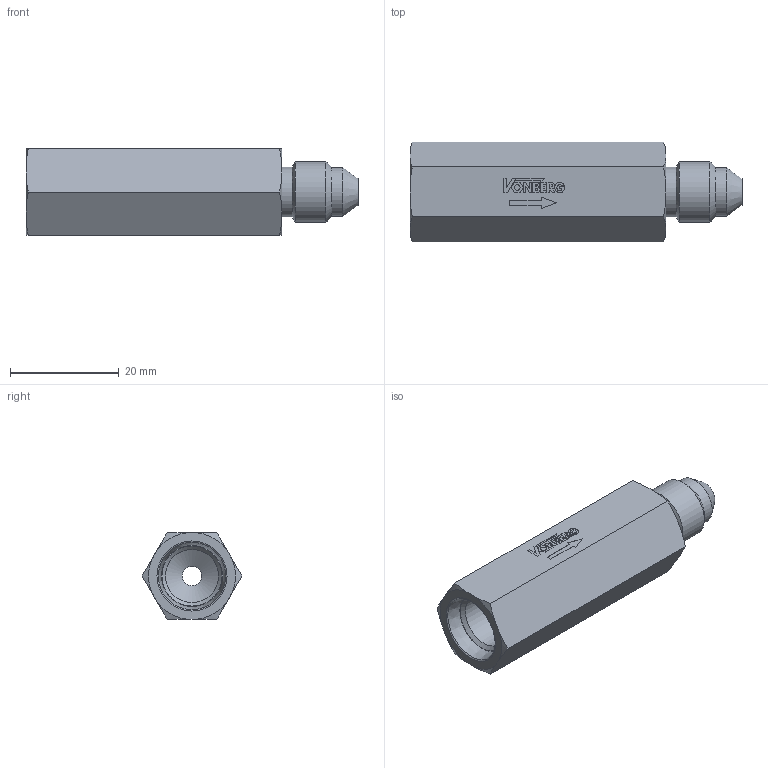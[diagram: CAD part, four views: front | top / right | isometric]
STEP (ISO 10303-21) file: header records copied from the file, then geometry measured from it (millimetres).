
FILE_DESCRIPTION((''),'2;1');
FILE_NAME('28051-204.stp','2015-02-13T15:44:04',('jml'),(''),'Autodesk Inventor 2010','Autodesk Inventor 2010','');
FILE_SCHEMA(('AUTOMOTIVE_DESIGN { 1 0 10303 214 1 1 1 1 }'));
Length unit declared in the file: inch
Products named in the file (1): 221295
Bounding box: 60.96 x 18.33 x 15.88 mm (x, y, z)
Volume: 9786.9 mm3; surface area: 4290.2 mm2
Topology: 1 solids, 1 shells, 132 faces, 338 edges, 223 vertices
Faces by surface type: plane 93, cylinder 18, cone 17, bspline 3, torus 1
Full cylindrical faces by diameter (mm): 1.044 x1, 8.992 x1, 9.169 x1, 11.1 x1
Entity records: 4028 total; most frequent: CARTESIAN_POINT 776, ORIENTED_EDGE 646, DIRECTION 616, EDGE_CURVE 323, VECTOR 242, LINE 242, VERTEX_POINT 221, AXIS2_PLACEMENT_3D 187
